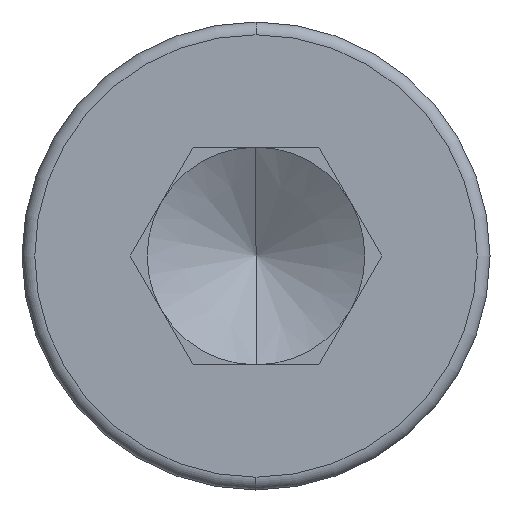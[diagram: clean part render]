
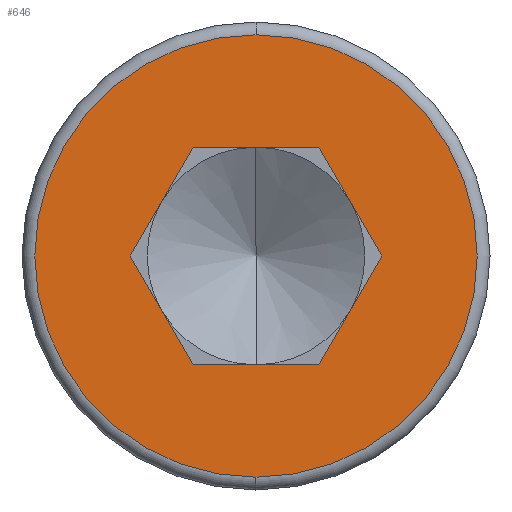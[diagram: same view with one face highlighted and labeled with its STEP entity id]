
A CAD part, left-side view. The second image highlights one B-rep face of the part: STEP entity #646.
In plain terms, the highlighted planar face has unit normal (-1, 0, 0).
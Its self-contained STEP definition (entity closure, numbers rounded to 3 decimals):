
#1 = CARTESIAN_POINT ( 'NONE',  ( 0., 0., 0. ) ) ;
#3 = VERTEX_POINT ( 'NONE', #591 ) ;
#11 = ORIENTED_EDGE ( 'NONE', *, *, #275, .F. ) ;
#27 = PLANE ( 'NONE',  #336 ) ;
#44 = LINE ( 'NONE', #293, #767 ) ;
#89 = FACE_OUTER_BOUND ( 'NONE', #574, .T. ) ;
#99 = LINE ( 'NONE', #398, #658 ) ;
#108 = EDGE_CURVE ( 'NONE', #203, #608, #226, .T. ) ;
#113 = VERTEX_POINT ( 'NONE', #583 ) ;
#120 = EDGE_CURVE ( 'NONE', #691, #325, #99, .T. ) ;
#125 = VERTEX_POINT ( 'NONE', #720 ) ;
#136 = ORIENTED_EDGE ( 'NONE', *, *, #449, .T. ) ;
#159 = AXIS2_PLACEMENT_3D ( 'NONE', #1, #236, #423 ) ;
#170 = CARTESIAN_POINT ( 'NONE',  ( 0., 0., 0. ) ) ;
#174 = DIRECTION ( 'NONE',  ( 0., -1., 0. ) ) ;
#186 = VECTOR ( 'NONE', #699, 1000. ) ;
#196 = LINE ( 'NONE', #684, #186 ) ;
#202 = EDGE_CURVE ( 'NONE', #203, #691, #237, .T. ) ;
#203 = VERTEX_POINT ( 'NONE', #376 ) ;
#210 = ORIENTED_EDGE ( 'NONE', *, *, #632, .T. ) ;
#226 = LINE ( 'NONE', #231, #516 ) ;
#229 = DIRECTION ( 'NONE',  ( 0., 0., 1. ) ) ;
#231 = CARTESIAN_POINT ( 'NONE',  ( 0., -0.739, 1.28 ) ) ;
#236 = DIRECTION ( 'NONE',  ( -1., 0., 0. ) ) ;
#237 = LINE ( 'NONE', #673, #542 ) ;
#238 = DIRECTION ( 'NONE',  ( 0., 0., 1. ) ) ;
#251 = CIRCLE ( 'NONE', #159, 2.6 ) ;
#254 = EDGE_CURVE ( 'NONE', #3, #113, #366, .T. ) ;
#273 = DIRECTION ( 'NONE',  ( 0., 1., 0. ) ) ;
#275 = EDGE_CURVE ( 'NONE', #113, #325, #44, .T. ) ;
#293 = CARTESIAN_POINT ( 'NONE',  ( 0., 0.739, -1.28 ) ) ;
#325 = VERTEX_POINT ( 'NONE', #698 ) ;
#336 = AXIS2_PLACEMENT_3D ( 'NONE', #785, #536, #229 ) ;
#344 = DIRECTION ( 'NONE',  ( -1., 0., 0. ) ) ;
#366 = LINE ( 'NONE', #491, #732 ) ;
#371 = ORIENTED_EDGE ( 'NONE', *, *, #202, .T. ) ;
#376 = CARTESIAN_POINT ( 'NONE',  ( 0., -0.739, 1.28 ) ) ;
#397 = ORIENTED_EDGE ( 'NONE', *, *, #660, .T. ) ;
#398 = CARTESIAN_POINT ( 'NONE',  ( 0., -1.478, 0. ) ) ;
#423 = DIRECTION ( 'NONE',  ( 0., 0., 1. ) ) ;
#443 = ORIENTED_EDGE ( 'NONE', *, *, #254, .F. ) ;
#449 = EDGE_CURVE ( 'NONE', #125, #744, #251, .T. ) ;
#468 = DIRECTION ( 'NONE',  ( 0., 0.5, -0.866 ) ) ;
#485 = EDGE_LOOP ( 'NONE', ( #210, #539, #371, #514, #11, #443 ) ) ;
#491 = CARTESIAN_POINT ( 'NONE',  ( 0., 1.478, 0. ) ) ;
#514 = ORIENTED_EDGE ( 'NONE', *, *, #120, .T. ) ;
#516 = VECTOR ( 'NONE', #273, 1000. ) ;
#535 = DIRECTION ( 'NONE',  ( 0., -0.5, -0.866 ) ) ;
#536 = DIRECTION ( 'NONE',  ( -1., 0., 0. ) ) ;
#539 = ORIENTED_EDGE ( 'NONE', *, *, #108, .F. ) ;
#542 = VECTOR ( 'NONE', #535, 1000. ) ;
#571 = AXIS2_PLACEMENT_3D ( 'NONE', #170, #344, #238 ) ;
#574 = EDGE_LOOP ( 'NONE', ( #397, #136 ) ) ;
#583 = CARTESIAN_POINT ( 'NONE',  ( 0., 0.739, -1.28 ) ) ;
#585 = CARTESIAN_POINT ( 'NONE',  ( 0., -1.478, 0. ) ) ;
#591 = CARTESIAN_POINT ( 'NONE',  ( 0., 1.478, 0. ) ) ;
#593 = DIRECTION ( 'NONE',  ( 0., -0.5, -0.866 ) ) ;
#608 = VERTEX_POINT ( 'NONE', #766 ) ;
#632 = EDGE_CURVE ( 'NONE', #3, #608, #196, .T. ) ;
#633 = FACE_BOUND ( 'NONE', #485, .T. ) ;
#646 = ADVANCED_FACE ( 'NONE', ( #633, #89 ), #27, .T. ) ;
#658 = VECTOR ( 'NONE', #468, 1000. ) ;
#660 = EDGE_CURVE ( 'NONE', #744, #125, #742, .T. ) ;
#673 = CARTESIAN_POINT ( 'NONE',  ( 0., -0.739, 1.28 ) ) ;
#684 = CARTESIAN_POINT ( 'NONE',  ( 0., 1.478, 0. ) ) ;
#691 = VERTEX_POINT ( 'NONE', #585 ) ;
#698 = CARTESIAN_POINT ( 'NONE',  ( 0., -0.739, -1.28 ) ) ;
#699 = DIRECTION ( 'NONE',  ( 0., -0.5, 0.866 ) ) ;
#708 = CARTESIAN_POINT ( 'NONE',  ( 0., 0., 2.6 ) ) ;
#720 = CARTESIAN_POINT ( 'NONE',  ( 0., 0., -2.6 ) ) ;
#732 = VECTOR ( 'NONE', #593, 1000. ) ;
#742 = CIRCLE ( 'NONE', #571, 2.6 ) ;
#744 = VERTEX_POINT ( 'NONE', #708 ) ;
#766 = CARTESIAN_POINT ( 'NONE',  ( 0., 0.739, 1.28 ) ) ;
#767 = VECTOR ( 'NONE', #174, 1000. ) ;
#785 = CARTESIAN_POINT ( 'NONE',  ( 0., 0., 0. ) ) ;
